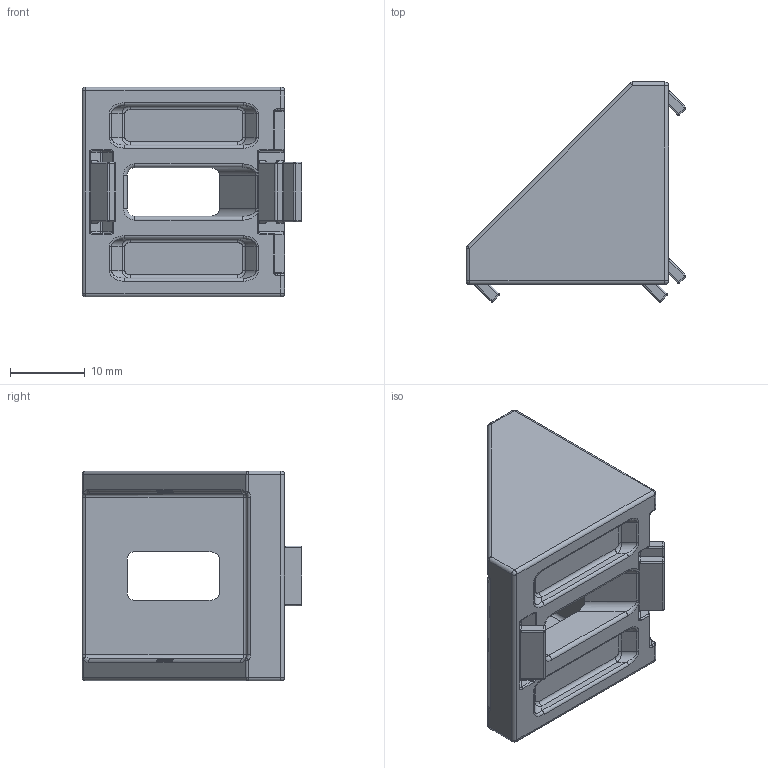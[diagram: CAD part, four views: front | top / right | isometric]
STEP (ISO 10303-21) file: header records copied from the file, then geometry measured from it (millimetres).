
FILE_DESCRIPTION (( 'STEP AP203' ), '1' );
FILE_NAME ('084.305.036.STEP', '2016-06-10T09:52:48', ( '' ), ( '' ), 'SwSTEP 2.0', 'SolidWorks 2016', '' );
FILE_SCHEMA (( 'CONFIG_CONTROL_DESIGN' ));
Length unit declared in the file: millimetre
Products named in the file (1): 084.305.036
Bounding box: 29.32 x 29.32 x 28 mm (x, y, z)
Volume: 6734.5 mm3; surface area: 4806.6 mm2
Topology: 1 solids, 1 shells, 460 faces, 1053 edges, 575 vertices
Faces by surface type: cylinder 203, bspline 96, plane 81, sphere 48, torus 32
Entity records: 14141 total; most frequent: CARTESIAN_POINT 4635, ORIENTED_EDGE 2038, DIRECTION 1968, EDGE_CURVE 1019, AXIS2_PLACEMENT_3D 780, VERTEX_POINT 565, EDGE_LOOP 468, ADVANCED_FACE 460
